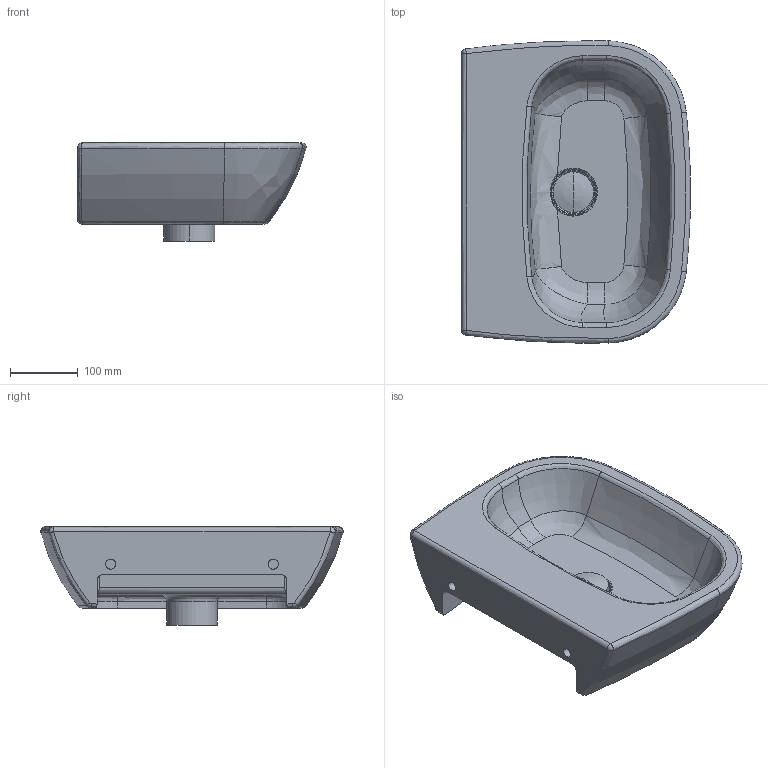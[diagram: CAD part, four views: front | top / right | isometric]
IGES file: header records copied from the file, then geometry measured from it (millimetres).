
Global section: file name: No Iges File Name specified; native system: Autodesk Inventor 2011; preprocessor: AutoDesk Inventor Iges Exporter R2011; author: Administrator; date: 20121012.095052; units: millimetre
Bounding box: 337.75 x 446.32 x 145 mm (x, y, z)
Volume: 6754001.4 mm3; surface area: 524972.7 mm2
Topology: 3 solids, 3 shells, 135 faces, 335 edges, 202 vertices
Faces by surface type: bspline 74, plane 20, revolution 18, cylinder 15, torus 4, sphere 2, cone 2
